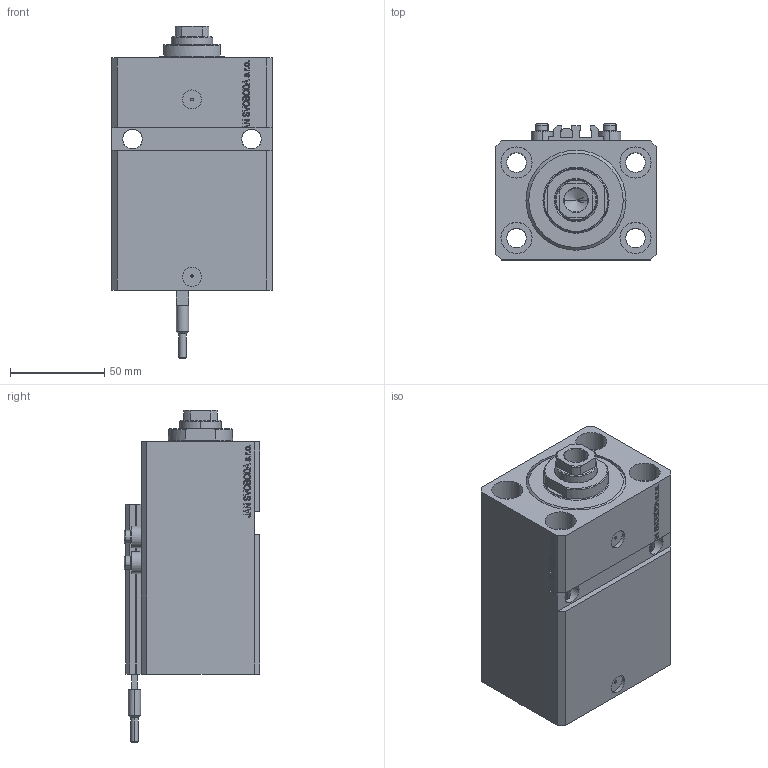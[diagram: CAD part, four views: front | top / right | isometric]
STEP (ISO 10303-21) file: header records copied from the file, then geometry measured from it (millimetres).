
FILE_DESCRIPTION (( 'STEP AP203' ), '1' );
FILE_NAME ('b645.STEP', '2021-04-19T10:17:39', ( '' ), ( '' ), 'SwSTEP 2.0', 'SolidWorks 2019', '' );
FILE_SCHEMA (( 'CONFIG_CONTROL_DESIGN' ));
Length unit declared in the file: millimetre
Products named in the file (6): ALLEN BOLT V250CE a71a97ad8543f241106a4b802a2c12ac; b645; SWITCH_V250CE a71a97ad8543f241106a4b802a2c12ac; V250CE_E a71a97ad8543f241106a4b802a2c12ac; V250CE_VC_E a71a97ad8543f241106a4b802a2c12ac; V250CE_C_VCP a71a97ad8543f241106a4b802a2c12ac
Assembly tree (8 placements, depth 2):
  b645
    V250CE_E a71a97ad8543f241106a4b802a2c12ac
    ALLEN BOLT V250CE a71a97ad8543f241106a4b802a2c12ac  x4
    V250CE_C_VCP a71a97ad8543f241106a4b802a2c12ac
    V250CE_VC_E a71a97ad8543f241106a4b802a2c12ac
    SWITCH_V250CE a71a97ad8543f241106a4b802a2c12ac
Bounding box: 85 x 72 x 175.9 mm (x, y, z)
Volume: 566226.6 mm3; surface area: 120819.5 mm2
Topology: 9 solids, 9 shells, 1113 faces, 2783 edges, 1803 vertices
Faces by surface type: plane 551, bspline 356, cylinder 132, cone 58, torus 16
Entity records: 48402 total; most frequent: CARTESIAN_POINT 25009, ORIENTED_EDGE 5256, DIRECTION 3504, EDGE_CURVE 2628, VERTEX_POINT 1719, VECTOR 1612, LINE 1612, EDGE_LOOP 1171
